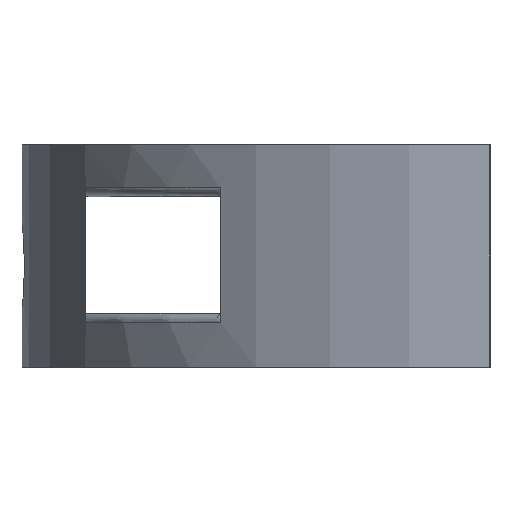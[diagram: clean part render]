
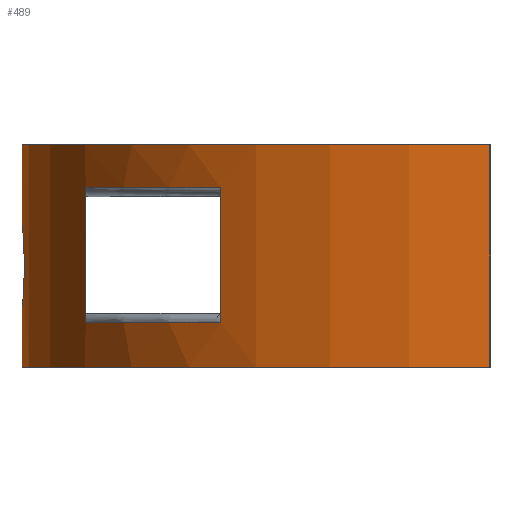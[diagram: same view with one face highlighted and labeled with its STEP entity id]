
A CAD part, left-side view. The second image highlights one B-rep face of the part: STEP entity #489.
In plain terms, the highlighted cylindrical face has radius 52.1 mm (diameter 104.2 mm), a partial arc.
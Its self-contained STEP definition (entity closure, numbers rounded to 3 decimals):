
#24=FACE_BOUND('',#95,.T.);
#25=FACE_BOUND('',#96,.T.);
#26=FACE_BOUND('',#97,.T.);
#33=B_SPLINE_CURVE_WITH_KNOTS('',3,(#863,#864,#865,#866,#867,#868,#869,
#870,#871,#872,#873,#874,#875,#876,#877,#878,#879,#880),.UNSPECIFIED.,.F.,
 .F.,(4,2,2,2,2,2,2,2,4),(0.754,0.942,1.131,
1.319,1.508,1.696,1.885,2.073,
2.262),.UNSPECIFIED.);
#34=B_SPLINE_CURVE_WITH_KNOTS('',3,(#881,#882,#883,#884,#885,#886,#887,
#888,#889,#890,#891,#892,#893,#894,#895,#896,#897,#898,#899),
 .UNSPECIFIED.,.F.,.F.,(4,2,2,2,3,2,2,2,4),(2.262,2.45,
2.639,2.827,3.015,3.204,3.392,
3.581,3.769),.UNSPECIFIED.);
#43=CYLINDRICAL_SURFACE('',#553,52.1);
#66=FACE_OUTER_BOUND('',#94,.T.);
#94=EDGE_LOOP('',(#425,#426,#427,#428));
#95=EDGE_LOOP('',(#429,#430));
#96=EDGE_LOOP('',(#431,#432,#433,#434));
#97=EDGE_LOOP('',(#435,#436,#437,#438));
#119=CIRCLE('',#540,52.1);
#121=CIRCLE('',#543,52.1);
#122=CIRCLE('',#546,52.1);
#123=CIRCLE('',#548,52.1);
#124=CIRCLE('',#552,52.1);
#125=CIRCLE('',#554,52.1);
#137=LINE('',#785,#170);
#143=LINE('',#825,#176);
#149=LINE('',#856,#182);
#154=LINE('',#974,#187);
#155=LINE('',#976,#188);
#157=LINE('',#983,#190);
#170=VECTOR('',#594,10.);
#176=VECTOR('',#610,10.);
#182=VECTOR('',#628,10.);
#187=VECTOR('',#675,10.);
#188=VECTOR('',#678,10.);
#190=VECTOR('',#686,10.);
#211=VERTEX_POINT('',#773);
#212=VERTEX_POINT('',#784);
#218=VERTEX_POINT('',#811);
#219=VERTEX_POINT('',#824);
#225=VERTEX_POINT('',#853);
#226=VERTEX_POINT('',#855);
#228=VERTEX_POINT('',#861);
#229=VERTEX_POINT('',#862);
#233=VERTEX_POINT('',#914);
#235=VERTEX_POINT('',#931);
#236=VERTEX_POINT('',#948);
#237=VERTEX_POINT('',#961);
#238=VERTEX_POINT('',#978);
#239=VERTEX_POINT('',#982);
#262=EDGE_CURVE('',#212,#211,#137,.T.);
#272=EDGE_CURVE('',#219,#218,#143,.T.);
#282=EDGE_CURVE('',#225,#226,#149,.T.);
#285=EDGE_CURVE('',#228,#229,#33,.T.);
#286=EDGE_CURVE('',#229,#228,#34,.T.);
#295=EDGE_CURVE('',#212,#233,#119,.T.);
#298=EDGE_CURVE('',#235,#211,#121,.T.);
#301=EDGE_CURVE('',#219,#236,#122,.T.);
#303=EDGE_CURVE('',#237,#218,#123,.T.);
#304=EDGE_CURVE('',#237,#236,#154,.T.);
#305=EDGE_CURVE('',#235,#233,#155,.T.);
#306=EDGE_CURVE('',#226,#238,#124,.T.);
#308=EDGE_CURVE('',#238,#239,#157,.T.);
#309=EDGE_CURVE('',#239,#225,#125,.T.);
#425=ORIENTED_EDGE('',*,*,#308,.F.);
#426=ORIENTED_EDGE('',*,*,#306,.F.);
#427=ORIENTED_EDGE('',*,*,#282,.F.);
#428=ORIENTED_EDGE('',*,*,#309,.F.);
#429=ORIENTED_EDGE('',*,*,#285,.T.);
#430=ORIENTED_EDGE('',*,*,#286,.T.);
#431=ORIENTED_EDGE('',*,*,#262,.T.);
#432=ORIENTED_EDGE('',*,*,#298,.F.);
#433=ORIENTED_EDGE('',*,*,#305,.T.);
#434=ORIENTED_EDGE('',*,*,#295,.F.);
#435=ORIENTED_EDGE('',*,*,#272,.T.);
#436=ORIENTED_EDGE('',*,*,#303,.F.);
#437=ORIENTED_EDGE('',*,*,#304,.T.);
#438=ORIENTED_EDGE('',*,*,#301,.F.);
#489=ADVANCED_FACE('',(#66,#24,#25,#26),#43,.T.);
#540=AXIS2_PLACEMENT_3D('',#927,#654,#655);
#543=AXIS2_PLACEMENT_3D('',#944,#660,#661);
#546=AXIS2_PLACEMENT_3D('',#959,#667,#668);
#548=AXIS2_PLACEMENT_3D('',#972,#671,#672);
#552=AXIS2_PLACEMENT_3D('',#979,#681,#682);
#553=AXIS2_PLACEMENT_3D('',#981,#684,#685);
#554=AXIS2_PLACEMENT_3D('',#984,#687,#688);
#594=DIRECTION('',(0.,0.,-1.));
#610=DIRECTION('',(0.,0.,-1.));
#628=DIRECTION('',(0.,0.,-1.));
#654=DIRECTION('center_axis',(0.,0.,-1.));
#655=DIRECTION('ref_axis',(-0.676,0.737,0.));
#660=DIRECTION('center_axis',(0.,0.,1.));
#661=DIRECTION('ref_axis',(-0.676,0.737,0.));
#667=DIRECTION('center_axis',(0.,0.,-1.));
#668=DIRECTION('ref_axis',(0.676,0.737,0.));
#671=DIRECTION('center_axis',(0.,0.,1.));
#672=DIRECTION('ref_axis',(0.676,0.737,0.));
#675=DIRECTION('',(0.,0.,1.));
#678=DIRECTION('',(0.,0.,1.));
#681=DIRECTION('center_axis',(0.,0.,-1.));
#682=DIRECTION('ref_axis',(1.,0.,0.));
#684=DIRECTION('center_axis',(0.,0.,1.));
#685=DIRECTION('ref_axis',(1.,0.,0.));
#686=DIRECTION('',(0.,0.,1.));
#687=DIRECTION('center_axis',(0.,0.,1.));
#688=DIRECTION('ref_axis',(1.,0.,0.));
#773=CARTESIAN_POINT('',(-42.596,30.,5.));
#784=CARTESIAN_POINT('',(-42.596,30.,20.));
#785=CARTESIAN_POINT('',(-42.596,30.,12.4));
#811=CARTESIAN_POINT('',(26.257,45.,5.));
#824=CARTESIAN_POINT('',(26.257,45.,20.));
#825=CARTESIAN_POINT('',(26.257,45.,12.4));
#853=CARTESIAN_POINT('',(-52.1,0.,24.8));
#855=CARTESIAN_POINT('',(-52.1,0.,0.));
#856=CARTESIAN_POINT('',(-52.1,0.,12.4));
#861=CARTESIAN_POINT('',(0.,52.1,16.3));
#862=CARTESIAN_POINT('',(0.,52.1,6.3));
#863=CARTESIAN_POINT('Ctrl Pts',(0.,52.1,16.3));
#864=CARTESIAN_POINT('Ctrl Pts',(-0.628,52.1,16.3));
#865=CARTESIAN_POINT('Ctrl Pts',(-1.298,52.087,16.175));
#866=CARTESIAN_POINT('Ctrl Pts',(-2.53,52.042,15.664));
#867=CARTESIAN_POINT('Ctrl Pts',(-3.092,52.01,15.279));
#868=CARTESIAN_POINT('Ctrl Pts',(-3.979,51.95,14.392));
#869=CARTESIAN_POINT('Ctrl Pts',(-4.364,51.918,13.83));
#870=CARTESIAN_POINT('Ctrl Pts',(-4.874,51.872,12.598));
#871=CARTESIAN_POINT('Ctrl Pts',(-5.,51.86,11.928));
#872=CARTESIAN_POINT('Ctrl Pts',(-5.,51.86,10.672));
#873=CARTESIAN_POINT('Ctrl Pts',(-4.874,51.872,10.002));
#874=CARTESIAN_POINT('Ctrl Pts',(-4.364,51.918,8.77));
#875=CARTESIAN_POINT('Ctrl Pts',(-3.979,51.95,8.208));
#876=CARTESIAN_POINT('Ctrl Pts',(-3.092,52.01,7.321));
#877=CARTESIAN_POINT('Ctrl Pts',(-2.53,52.042,6.936));
#878=CARTESIAN_POINT('Ctrl Pts',(-1.298,52.087,6.426));
#879=CARTESIAN_POINT('Ctrl Pts',(-0.628,52.1,6.3));
#880=CARTESIAN_POINT('Ctrl Pts',(0.,52.1,6.3));
#881=CARTESIAN_POINT('Ctrl Pts',(0.,52.1,6.3));
#882=CARTESIAN_POINT('Ctrl Pts',(0.628,52.1,6.3));
#883=CARTESIAN_POINT('Ctrl Pts',(1.298,52.087,6.426));
#884=CARTESIAN_POINT('Ctrl Pts',(2.53,52.042,6.936));
#885=CARTESIAN_POINT('Ctrl Pts',(3.092,52.01,7.321));
#886=CARTESIAN_POINT('Ctrl Pts',(3.979,51.95,8.208));
#887=CARTESIAN_POINT('Ctrl Pts',(4.364,51.918,8.77));
#888=CARTESIAN_POINT('Ctrl Pts',(4.874,51.872,10.002));
#889=CARTESIAN_POINT('Ctrl Pts',(5.,51.86,10.672));
#890=CARTESIAN_POINT('Ctrl Pts',(5.,51.86,11.3));
#891=CARTESIAN_POINT('Ctrl Pts',(5.,51.86,11.928));
#892=CARTESIAN_POINT('Ctrl Pts',(4.874,51.872,12.598));
#893=CARTESIAN_POINT('Ctrl Pts',(4.364,51.918,13.83));
#894=CARTESIAN_POINT('Ctrl Pts',(3.979,51.95,14.392));
#895=CARTESIAN_POINT('Ctrl Pts',(3.092,52.01,15.279));
#896=CARTESIAN_POINT('Ctrl Pts',(2.53,52.042,15.664));
#897=CARTESIAN_POINT('Ctrl Pts',(1.298,52.087,16.175));
#898=CARTESIAN_POINT('Ctrl Pts',(0.628,52.1,16.3));
#899=CARTESIAN_POINT('Ctrl Pts',(0.,52.1,16.3));
#914=CARTESIAN_POINT('',(-26.257,45.,20.));
#927=CARTESIAN_POINT('Origin',(0.,0.,20.));
#931=CARTESIAN_POINT('',(-26.257,45.,5.));
#944=CARTESIAN_POINT('Origin',(0.,0.,5.));
#948=CARTESIAN_POINT('',(42.596,30.,20.));
#959=CARTESIAN_POINT('Origin',(0.,0.,20.));
#961=CARTESIAN_POINT('',(42.596,30.,5.));
#972=CARTESIAN_POINT('Origin',(0.,0.,5.));
#974=CARTESIAN_POINT('',(42.596,30.,12.4));
#976=CARTESIAN_POINT('',(-26.257,45.,12.4));
#978=CARTESIAN_POINT('',(52.1,0.,0.));
#979=CARTESIAN_POINT('Origin',(0.,0.,0.));
#981=CARTESIAN_POINT('Origin',(0.,0.,12.4));
#982=CARTESIAN_POINT('',(52.1,0.,24.8));
#983=CARTESIAN_POINT('',(52.1,0.,12.4));
#984=CARTESIAN_POINT('Origin',(0.,0.,24.8));
